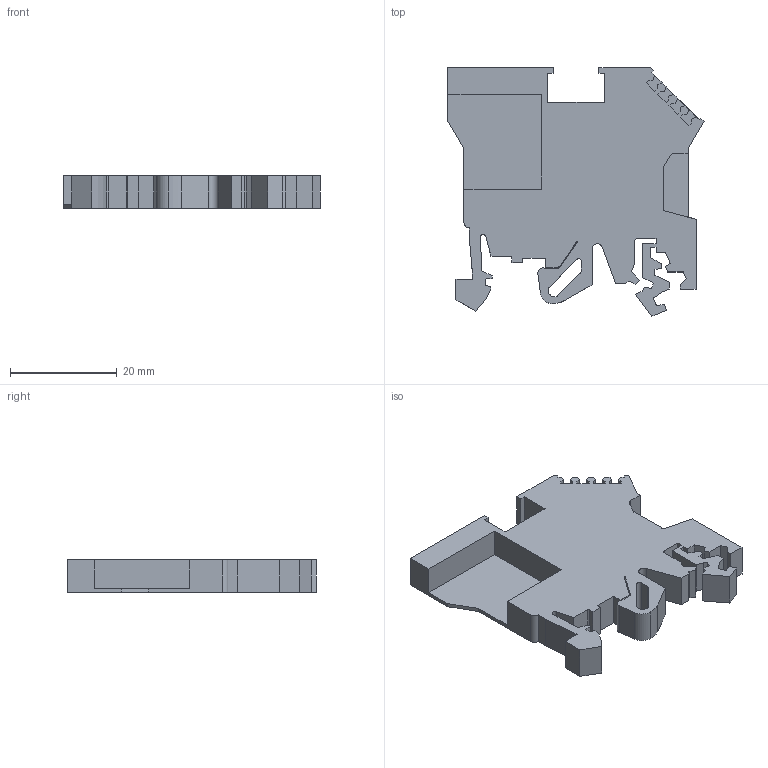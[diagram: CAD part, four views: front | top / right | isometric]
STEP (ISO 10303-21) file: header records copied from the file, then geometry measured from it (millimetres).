
FILE_DESCRIPTION(/* description */ (''),/* implementation_level */ '2;1');
FILE_NAME(/* name */ '1214_5 _NT_25_4.stp',/* time_stamp */ '2021-10-01T10:07:31+02:00',/* author */ (''),/* organization */ (''),/* preprocessor_version */ 'ST-DEVELOPER v16.7',/* originating_system */ 'SIEMENS PLM Software NX 12.0',/* authorisation */ '');
FILE_SCHEMA (('AP203_CONFIGURATION_CONTROLLED_3D_DESIGN_OF_MECHANICAL_PARTS_AND_ASSEMBLIES_MIM_LF { 1 0 10303 403 2 1 2}'));
Length unit declared in the file: millimetre
Products named in the file (1): 1214_5 _NT_25_4
Bounding box: 48 x 46.56 x 6.1 mm (x, y, z)
Volume: 7173.5 mm3; surface area: 6138.9 mm2
Topology: 1 solids, 1 shells, 228 faces, 655 edges, 435 vertices
Faces by surface type: plane 195, cylinder 33
Full cylindrical faces by diameter (mm): 4.3 x1
Entity records: 7451 total; most frequent: CARTESIAN_POINT 1322, ORIENTED_EDGE 1306, DIRECTION 1177, EDGE_CURVE 653, LINE 583, VECTOR 583, VERTEX_POINT 434, AXIS2_PLACEMENT_3D 297
